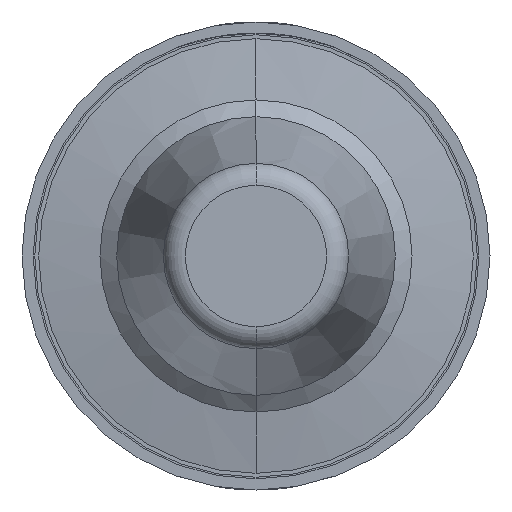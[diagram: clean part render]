
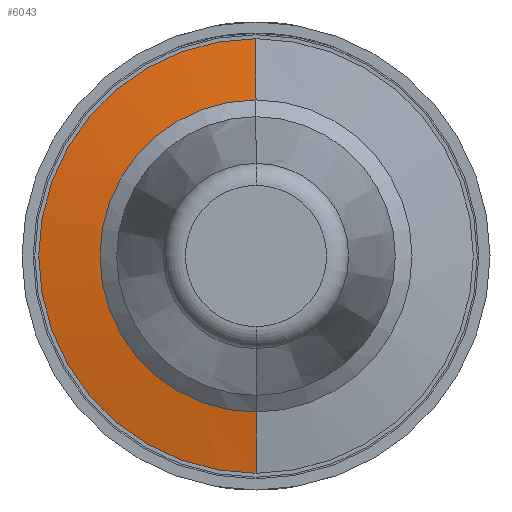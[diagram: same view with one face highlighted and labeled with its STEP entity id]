
A CAD part, front view. The second image highlights one B-rep face of the part: STEP entity #6043.
In plain terms, the highlighted conical face has half-angle 80.134 degrees and reference radius 0.8 mm.
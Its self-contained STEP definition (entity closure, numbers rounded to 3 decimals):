
#94 = FACE_OUTER_BOUND ( 'NONE', #6214, .T. ) ;
#139 = EDGE_CURVE ( 'NONE', #2919, #170, #5434, .T. ) ;
#170 = VERTEX_POINT ( 'NONE', #2648 ) ;
#179 = VERTEX_POINT ( 'NONE', #5107 ) ;
#293 = DIRECTION ( 'NONE',  ( 0., 1., 0. ) ) ;
#851 = CARTESIAN_POINT ( 'NONE',  ( 0., -41.586, 0. ) ) ;
#1059 = EDGE_CURVE ( 'Defeature ausgef�hrt1_25+Defeature ausgef�hrt1_26+Defeature ausgef�hrt1_26+Defeature ausgef�hrt1_26', #179, #170, #1079, .T. ) ;
#1079 = CIRCLE ( 'NONE', #1187, 1.95 ) ;
#1187 = AXIS2_PLACEMENT_3D ( 'NONE', #2775, #1723, #5719 ) ;
#1495 = AXIS2_PLACEMENT_3D ( 'NONE', #1781, #3345, #4785 ) ;
#1718 = DIRECTION ( 'NONE',  ( 0., 0.171, 0.985 ) ) ;
#1723 = DIRECTION ( 'NONE',  ( 0., 1., 0. ) ) ;
#1775 = CIRCLE ( 'NONE', #6181, 0.883 ) ;
#1781 = CARTESIAN_POINT ( 'NONE',  ( 0., -41.6, 0. ) ) ;
#1932 = VERTEX_POINT ( 'NONE', #6338 ) ;
#2444 = CARTESIAN_POINT ( 'NONE',  ( 0., -41.586, 0.883 ) ) ;
#2608 = ORIENTED_EDGE ( 'NONE', *, *, #3047, .F. ) ;
#2648 = CARTESIAN_POINT ( 'NONE',  ( 0., -41.4, 1.95 ) ) ;
#2775 = CARTESIAN_POINT ( 'NONE',  ( 0., -41.4, 0. ) ) ;
#2919 = VERTEX_POINT ( 'NONE', #2444 ) ;
#2998 = DIRECTION ( 'NONE',  ( 0., 0.171, -0.985 ) ) ;
#3047 = EDGE_CURVE ( 'NONE', #1932, #179, #5036, .T. ) ;
#3231 = EDGE_CURVE ( 'Defeature ausgef�hrt1_26+Defeature ausgef�hrt1_22+Defeature ausgef�hrt1_22+Defeature ausgef�hrt1_22', #1932, #2919, #1775, .T. ) ;
#3290 = ORIENTED_EDGE ( 'NONE', *, *, #1059, .F. ) ;
#3345 = DIRECTION ( 'NONE',  ( 0., 1., 0. ) ) ;
#4126 = ORIENTED_EDGE ( 'NONE', *, *, #3231, .T. ) ;
#4785 = DIRECTION ( 'NONE',  ( 0., 0., -1. ) ) ;
#4804 = DIRECTION ( 'NONE',  ( 0., 0., -1. ) ) ;
#4899 = VECTOR ( 'NONE', #1718, 1000. ) ;
#5036 = LINE ( 'NONE', #6002, #6187 ) ;
#5107 = CARTESIAN_POINT ( 'NONE',  ( 0., -41.4, -1.95 ) ) ;
#5153 = CARTESIAN_POINT ( 'NONE',  ( 0., -41.6, 0.8 ) ) ;
#5434 = LINE ( 'NONE', #5153, #4899 ) ;
#5460 = ORIENTED_EDGE ( 'NONE', *, *, #139, .T. ) ;
#5719 = DIRECTION ( 'NONE',  ( 0., 0., -1. ) ) ;
#6002 = CARTESIAN_POINT ( 'NONE',  ( 0., -41.6, -0.8 ) ) ;
#6043 = ADVANCED_FACE ( 'Defeature ausgef�hrt1_26', ( #94 ), #6083, .T. ) ;
#6083 = CONICAL_SURFACE ( 'NONE', #1495, 0.8, 1.399 ) ;
#6181 = AXIS2_PLACEMENT_3D ( 'NONE', #851, #293, #4804 ) ;
#6187 = VECTOR ( 'NONE', #2998, 1000. ) ;
#6214 = EDGE_LOOP ( 'NONE', ( #4126, #5460, #3290, #2608 ) ) ;
#6338 = CARTESIAN_POINT ( 'NONE',  ( 0., -41.586, -0.883 ) ) ;
